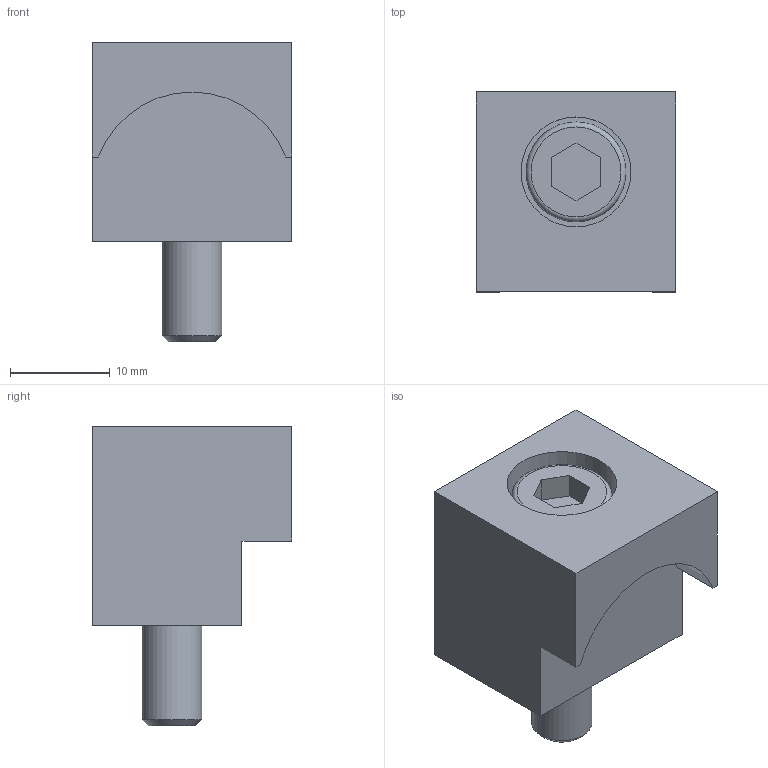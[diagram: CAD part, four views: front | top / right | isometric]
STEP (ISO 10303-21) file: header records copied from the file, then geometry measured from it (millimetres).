
FILE_DESCRIPTION(/* description */ (''),/* implementation_level */ '2;1');
FILE_NAME(/* name */ '82-010-1.step',/* time_stamp */ '2022-02-28T14:01:04-05:00',/* author */ (''),/* organization */ (''),/* preprocessor_version */ 'ST-DEVELOPER v18.1',/* originating_system */ 'Autodesk Translation Framework v10.13.0.1454',/* authorisation */ '');
FILE_SCHEMA (('AUTOMOTIVE_DESIGN { 1 0 10303 214 3 1 1 }'));
Length unit declared in the file: millimetre
Products named in the file (2): 82-010-1; 82-010-1_1
Assembly tree (1 placements, depth 2):
  82-010-1
    82-010-1_1
Bounding box: 20 x 20 x 30 mm (x, y, z)
Volume: 6680.9 mm3; surface area: 3541.2 mm2
Topology: 2 solids, 2 shells, 27 faces, 59 edges, 39 vertices
Faces by surface type: plane 20, cylinder 5, cone 1, torus 1
Full cylindrical faces by diameter (mm): 6 x1, 6.6 x1, 10 x1, 11 x1
Entity records: 802 total; most frequent: DIRECTION 133, CARTESIAN_POINT 128, ORIENTED_EDGE 118, EDGE_CURVE 59, LINE 45, VECTOR 45, AXIS2_PLACEMENT_3D 44, VERTEX_POINT 39
